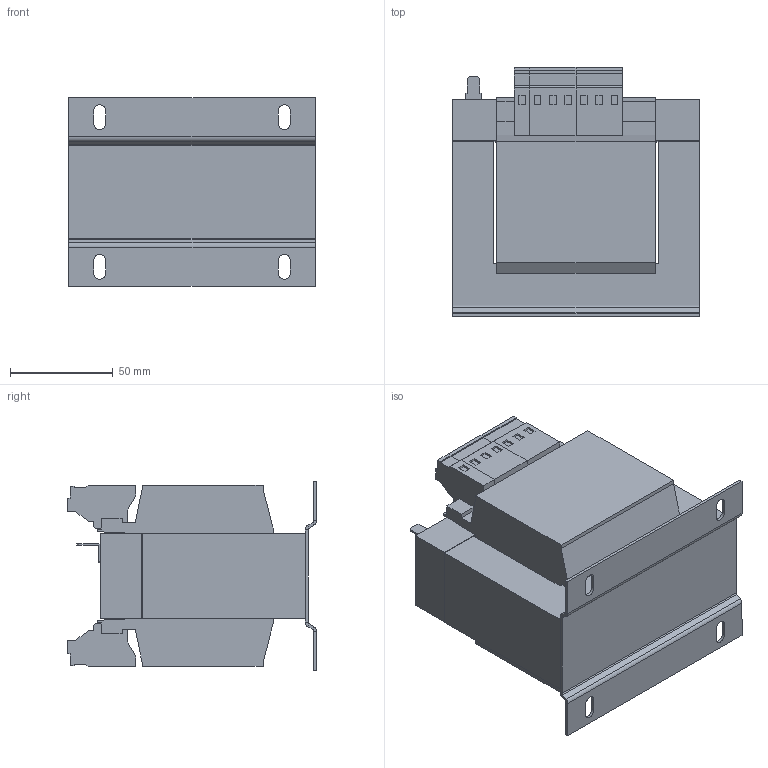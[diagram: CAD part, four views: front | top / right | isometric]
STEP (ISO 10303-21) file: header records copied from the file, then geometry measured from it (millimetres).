
FILE_DESCRIPTION (( 'STEP AP214' ), '1' );
FILE_NAME ('204904.STEP', '2020-05-29T04:58:50', ( '' ), ( '' ), 'SwSTEP 2.0', 'SolidWorks 2018', '' );
FILE_SCHEMA (( 'AUTOMOTIVE_DESIGN' ));
Length unit declared in the file: millimetre
Products named in the file (1): 204904
Bounding box: 120 x 121.3 x 92 mm (x, y, z)
Volume: 787438 mm3; surface area: 96774.2 mm2
Topology: 1 solids, 1 shells, 282 faces, 708 edges, 444 vertices
Faces by surface type: plane 248, cylinder 34
Entity records: 8266 total; most frequent: CARTESIAN_POINT 1435, ORIENTED_EDGE 1416, DIRECTION 1342, EDGE_CURVE 708, LINE 640, VECTOR 640, VERTEX_POINT 444, AXIS2_PLACEMENT_3D 351
